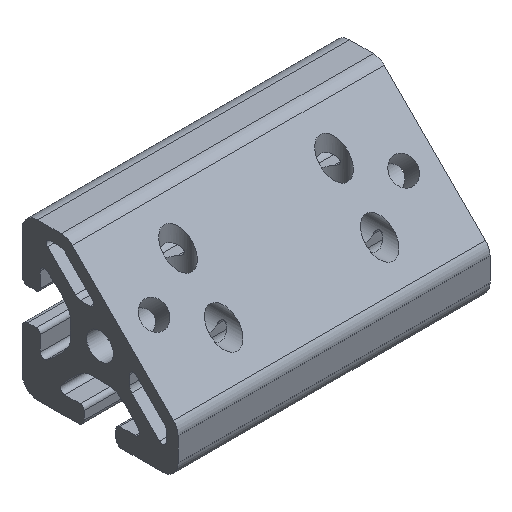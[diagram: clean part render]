
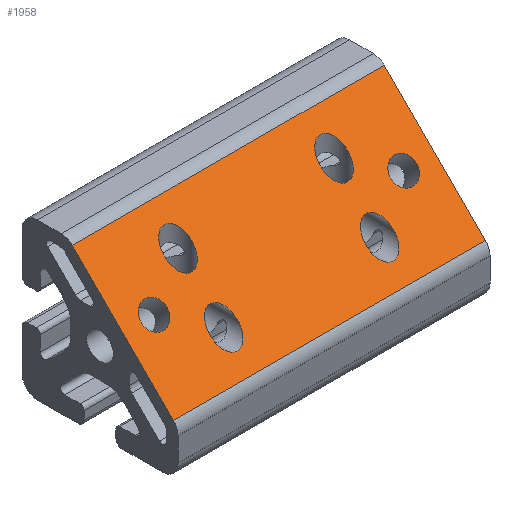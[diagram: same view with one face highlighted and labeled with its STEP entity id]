
A CAD part, isometric view. The second image highlights one B-rep face of the part: STEP entity #1958.
In plain terms, the highlighted planar face has unit normal (0, -0.707, 0.707).
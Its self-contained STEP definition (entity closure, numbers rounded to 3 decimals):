
#35=PLANE('',#2153);
#52=FACE_BOUND('',#241,.T.);
#53=FACE_BOUND('',#242,.T.);
#54=FACE_BOUND('',#243,.T.);
#55=FACE_BOUND('',#244,.T.);
#56=FACE_BOUND('',#245,.T.);
#57=FACE_BOUND('',#246,.T.);
#66=ELLIPSE('',#2021,4.95,3.5);
#67=ELLIPSE('',#2022,4.95,3.5);
#73=ELLIPSE('',#2034,4.95,3.5);
#74=ELLIPSE('',#2035,4.95,3.5);
#78=ELLIPSE('',#2045,4.95,3.5);
#79=ELLIPSE('',#2046,4.95,3.5);
#81=ELLIPSE('',#2057,4.95,3.5);
#82=ELLIPSE('',#2058,4.95,3.5);
#149=FACE_OUTER_BOUND('',#240,.T.);
#240=EDGE_LOOP('',(#1628,#1629,#1630,#1631));
#241=EDGE_LOOP('',(#1632,#1633));
#242=EDGE_LOOP('',(#1634,#1635));
#243=EDGE_LOOP('',(#1636,#1637));
#244=EDGE_LOOP('',(#1638,#1639));
#245=EDGE_LOOP('',(#1640,#1641));
#246=EDGE_LOOP('',(#1642,#1643));
#276=CIRCLE('',#2005,3.324);
#277=CIRCLE('',#2006,3.324);
#280=CIRCLE('',#2012,3.324);
#281=CIRCLE('',#2013,3.324);
#468=LINE('',#3928,#611);
#475=LINE('',#3953,#618);
#476=LINE('',#3955,#619);
#477=LINE('',#3956,#620);
#611=VECTOR('',#2583,10.);
#618=VECTOR('',#2616,10.);
#619=VECTOR('',#2617,10.);
#620=VECTOR('',#2618,10.);
#711=VERTEX_POINT('',#2809);
#712=VERTEX_POINT('',#2810);
#722=VERTEX_POINT('',#2958);
#723=VERTEX_POINT('',#2959);
#738=VERTEX_POINT('',#3119);
#739=VERTEX_POINT('',#3120);
#760=VERTEX_POINT('',#3287);
#761=VERTEX_POINT('',#3288);
#778=VERTEX_POINT('',#3449);
#779=VERTEX_POINT('',#3450);
#793=VERTEX_POINT('',#3640);
#794=VERTEX_POINT('',#3641);
#876=VERTEX_POINT('',#3925);
#877=VERTEX_POINT('',#3927);
#882=VERTEX_POINT('',#3952);
#883=VERTEX_POINT('',#3954);
#922=EDGE_CURVE('',#711,#712,#276,.T.);
#923=EDGE_CURVE('',#712,#711,#277,.T.);
#935=EDGE_CURVE('',#722,#723,#280,.T.);
#936=EDGE_CURVE('',#723,#722,#281,.T.);
#953=EDGE_CURVE('',#738,#739,#66,.T.);
#954=EDGE_CURVE('',#739,#738,#67,.T.);
#977=EDGE_CURVE('',#760,#761,#73,.T.);
#978=EDGE_CURVE('',#761,#760,#74,.T.);
#999=EDGE_CURVE('',#778,#779,#78,.T.);
#1000=EDGE_CURVE('',#779,#778,#79,.T.);
#1025=EDGE_CURVE('',#793,#794,#81,.T.);
#1026=EDGE_CURVE('',#794,#793,#82,.T.);
#1156=EDGE_CURVE('',#876,#877,#468,.T.);
#1169=EDGE_CURVE('',#876,#882,#475,.T.);
#1170=EDGE_CURVE('',#882,#883,#476,.T.);
#1171=EDGE_CURVE('',#877,#883,#477,.T.);
#1628=ORIENTED_EDGE('',*,*,#1169,.T.);
#1629=ORIENTED_EDGE('',*,*,#1170,.T.);
#1630=ORIENTED_EDGE('',*,*,#1171,.F.);
#1631=ORIENTED_EDGE('',*,*,#1156,.F.);
#1632=ORIENTED_EDGE('',*,*,#922,.T.);
#1633=ORIENTED_EDGE('',*,*,#923,.T.);
#1634=ORIENTED_EDGE('',*,*,#935,.T.);
#1635=ORIENTED_EDGE('',*,*,#936,.T.);
#1636=ORIENTED_EDGE('',*,*,#953,.T.);
#1637=ORIENTED_EDGE('',*,*,#954,.T.);
#1638=ORIENTED_EDGE('',*,*,#977,.T.);
#1639=ORIENTED_EDGE('',*,*,#978,.T.);
#1640=ORIENTED_EDGE('',*,*,#1025,.T.);
#1641=ORIENTED_EDGE('',*,*,#1026,.T.);
#1642=ORIENTED_EDGE('',*,*,#999,.T.);
#1643=ORIENTED_EDGE('',*,*,#1000,.T.);
#1958=ADVANCED_FACE('',(#149,#52,#53,#54,#55,#56,#57),#35,.T.);
#2005=AXIS2_PLACEMENT_3D('',#2811,#2211,#2212);
#2006=AXIS2_PLACEMENT_3D('',#2812,#2213,#2214);
#2012=AXIS2_PLACEMENT_3D('',#2960,#2228,#2229);
#2013=AXIS2_PLACEMENT_3D('',#2961,#2230,#2231);
#2021=AXIS2_PLACEMENT_3D('',#3121,#2248,#2249);
#2022=AXIS2_PLACEMENT_3D('',#3122,#2250,#2251);
#2034=AXIS2_PLACEMENT_3D('',#3289,#2276,#2277);
#2035=AXIS2_PLACEMENT_3D('',#3290,#2278,#2279);
#2045=AXIS2_PLACEMENT_3D('',#3451,#2300,#2301);
#2046=AXIS2_PLACEMENT_3D('',#3452,#2302,#2303);
#2057=AXIS2_PLACEMENT_3D('',#3642,#2329,#2330);
#2058=AXIS2_PLACEMENT_3D('',#3643,#2331,#2332);
#2153=AXIS2_PLACEMENT_3D('',#3951,#2614,#2615);
#2211=DIRECTION('center_axis',(0.,0.707,
-0.707));
#2212=DIRECTION('ref_axis',(1.,0.,0.));
#2213=DIRECTION('center_axis',(0.,0.707,
-0.707));
#2214=DIRECTION('ref_axis',(1.,0.,0.));
#2228=DIRECTION('center_axis',(0.,0.707,
-0.707));
#2229=DIRECTION('ref_axis',(1.,0.,0.));
#2230=DIRECTION('center_axis',(0.,0.707,
-0.707));
#2231=DIRECTION('ref_axis',(1.,0.,0.));
#2248=DIRECTION('center_axis',(0.,0.707,
-0.707));
#2249=DIRECTION('ref_axis',(0.,-0.707,-0.707));
#2250=DIRECTION('center_axis',(0.,0.707,
-0.707));
#2251=DIRECTION('ref_axis',(0.,-0.707,-0.707));
#2276=DIRECTION('center_axis',(0.,0.707,
-0.707));
#2277=DIRECTION('ref_axis',(0.,-0.707,-0.707));
#2278=DIRECTION('center_axis',(0.,0.707,
-0.707));
#2279=DIRECTION('ref_axis',(0.,-0.707,-0.707));
#2300=DIRECTION('center_axis',(0.,0.707,
-0.707));
#2301=DIRECTION('ref_axis',(0.,0.707,0.707));
#2302=DIRECTION('center_axis',(0.,0.707,
-0.707));
#2303=DIRECTION('ref_axis',(0.,0.707,0.707));
#2329=DIRECTION('center_axis',(0.,0.707,
-0.707));
#2330=DIRECTION('ref_axis',(0.,0.707,0.707));
#2331=DIRECTION('center_axis',(0.,0.707,
-0.707));
#2332=DIRECTION('ref_axis',(0.,0.707,0.707));
#2583=DIRECTION('',(1.,0.,0.));
#2614=DIRECTION('center_axis',(0.,-0.707,
0.707));
#2615=DIRECTION('ref_axis',(0.,0.707,0.707));
#2616=DIRECTION('',(0.,-0.707,-0.707));
#2617=DIRECTION('',(1.,0.,0.));
#2618=DIRECTION('',(0.,-0.707,-0.707));
#2809=CARTESIAN_POINT('',(-28.677,-5.858,5.858));
#2810=CARTESIAN_POINT('',(-35.324,-5.858,5.858));
#2811=CARTESIAN_POINT('Origin',(-32.,-5.858,5.858));
#2812=CARTESIAN_POINT('Origin',(-32.,-5.858,5.858));
#2958=CARTESIAN_POINT('',(35.324,-5.858,5.858));
#2959=CARTESIAN_POINT('',(28.677,-5.858,5.858));
#2960=CARTESIAN_POINT('Origin',(32.,-5.858,5.858));
#2961=CARTESIAN_POINT('Origin',(32.,-5.858,5.858));
#3119=CARTESIAN_POINT('',(20.,-8.216,3.5));
#3120=CARTESIAN_POINT('',(16.5,-11.716,0.));
#3121=CARTESIAN_POINT('Origin',(20.,-11.716,0.));
#3122=CARTESIAN_POINT('Origin',(20.,-11.716,0.));
#3287=CARTESIAN_POINT('',(-20.,-8.216,3.5));
#3288=CARTESIAN_POINT('',(-23.5,-11.716,0.));
#3289=CARTESIAN_POINT('Origin',(-20.,-11.716,0.));
#3290=CARTESIAN_POINT('Origin',(-20.,-11.716,0.));
#3449=CARTESIAN_POINT('',(20.,-3.5,8.216));
#3450=CARTESIAN_POINT('',(23.5,0.,11.716));
#3451=CARTESIAN_POINT('Origin',(20.,0.,11.716));
#3452=CARTESIAN_POINT('Origin',(20.,0.,11.716));
#3640=CARTESIAN_POINT('',(-20.,-3.5,8.216));
#3641=CARTESIAN_POINT('',(-16.5,0.,11.716));
#3642=CARTESIAN_POINT('Origin',(-20.,0.,11.716));
#3643=CARTESIAN_POINT('Origin',(-20.,0.,11.716));
#3925=CARTESIAN_POINT('',(-40.,7.113,18.828));
#3927=CARTESIAN_POINT('',(40.,7.113,18.828));
#3928=CARTESIAN_POINT('',(40.,7.113,18.828));
#3951=CARTESIAN_POINT('Origin',(40.,-18.828,-7.113));
#3952=CARTESIAN_POINT('',(-40.,-18.828,-7.113));
#3953=CARTESIAN_POINT('',(-40.,-12.343,-0.627));
#3954=CARTESIAN_POINT('',(40.,-18.828,-7.113));
#3955=CARTESIAN_POINT('',(40.,-18.828,-7.113));
#3956=CARTESIAN_POINT('',(40.,-12.343,-0.627));
